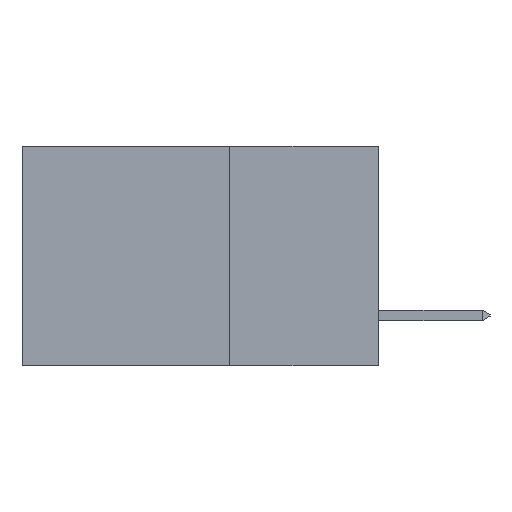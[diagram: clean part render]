
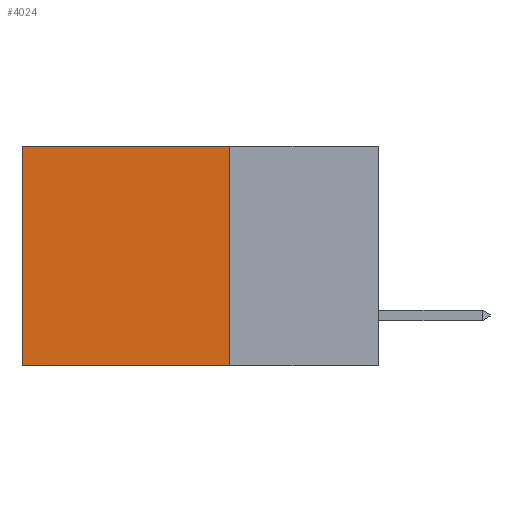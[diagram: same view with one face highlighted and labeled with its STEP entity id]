
A CAD part, left-side view. The second image highlights one B-rep face of the part: STEP entity #4024.
In plain terms, the highlighted planar face has unit normal (-1, 0, 0).
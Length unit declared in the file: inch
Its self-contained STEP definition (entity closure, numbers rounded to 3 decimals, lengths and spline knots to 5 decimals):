
#30 = ORIENTED_EDGE ( 'NONE', *, *, #15523, .T. ) ;
#285 = DIRECTION ( 'NONE',  ( 0., 1., 0. ) ) ;
#1663 = EDGE_LOOP ( 'NONE', ( #21366, #4624, #7489, #30 ) ) ;
#2870 = LINE ( 'NONE', #11255, #13122 ) ;
#3874 = CARTESIAN_POINT ( 'NONE',  ( 0.298, 0.25, 0. ) ) ;
#4024 = ADVANCED_FACE ( 'NONE', ( #7740 ), #18758, .F. ) ;
#4624 = ORIENTED_EDGE ( 'NONE', *, *, #7115, .F. ) ;
#4860 = VERTEX_POINT ( 'NONE', #7088 ) ;
#6288 = VECTOR ( 'NONE', #21932, 39.37008 ) ;
#7088 = CARTESIAN_POINT ( 'NONE',  ( 0.298, 0.6, 0. ) ) ;
#7115 = EDGE_CURVE ( 'NONE', #7189, #18022, #9592, .T. ) ;
#7189 = VERTEX_POINT ( 'NONE', #20269 ) ;
#7489 = ORIENTED_EDGE ( 'NONE', *, *, #12411, .F. ) ;
#7556 = CARTESIAN_POINT ( 'NONE',  ( 0.298, 0.6, -0.37 ) ) ;
#7740 = FACE_OUTER_BOUND ( 'NONE', #1663, .T. ) ;
#9325 = CARTESIAN_POINT ( 'NONE',  ( 0.298, 0.25, -0.37 ) ) ;
#9592 = LINE ( 'NONE', #9325, #15522 ) ;
#10821 = EDGE_CURVE ( 'NONE', #4860, #18022, #11722, .T. ) ;
#11158 = DIRECTION ( 'NONE',  ( 0., 1., 0. ) ) ;
#11205 = AXIS2_PLACEMENT_3D ( 'NONE', #19127, #19215, #18653 ) ;
#11255 = CARTESIAN_POINT ( 'NONE',  ( 0.298, 0.25, 0. ) ) ;
#11722 = LINE ( 'NONE', #20161, #6288 ) ;
#12411 = EDGE_CURVE ( 'NONE', #21999, #7189, #13315, .T. ) ;
#12956 = CARTESIAN_POINT ( 'NONE',  ( 0.298, 0.25, 0. ) ) ;
#13122 = VECTOR ( 'NONE', #285, 39.37008 ) ;
#13315 = LINE ( 'NONE', #3874, #17493 ) ;
#15522 = VECTOR ( 'NONE', #11158, 39.37008 ) ;
#15523 = EDGE_CURVE ( 'NONE', #21999, #4860, #2870, .T. ) ;
#17493 = VECTOR ( 'NONE', #21951, 39.37008 ) ;
#18022 = VERTEX_POINT ( 'NONE', #7556 ) ;
#18653 = DIRECTION ( 'NONE',  ( 0., 0., -1. ) ) ;
#18758 = PLANE ( 'NONE',  #11205 ) ;
#19127 = CARTESIAN_POINT ( 'NONE',  ( 0.298, 0.25, 0. ) ) ;
#19215 = DIRECTION ( 'NONE',  ( 1., 0., 0. ) ) ;
#20161 = CARTESIAN_POINT ( 'NONE',  ( 0.298, 0.6, 0. ) ) ;
#20269 = CARTESIAN_POINT ( 'NONE',  ( 0.298, 0.25, -0.37 ) ) ;
#21366 = ORIENTED_EDGE ( 'NONE', *, *, #10821, .T. ) ;
#21932 = DIRECTION ( 'NONE',  ( 0., 0., -1. ) ) ;
#21951 = DIRECTION ( 'NONE',  ( 0., 0., -1. ) ) ;
#21999 = VERTEX_POINT ( 'NONE', #12956 ) ;
